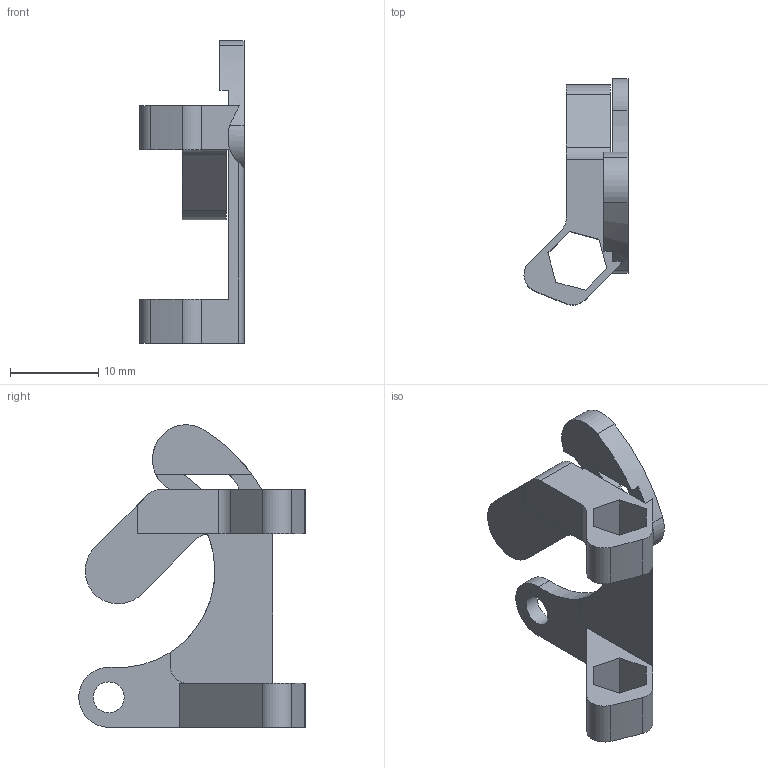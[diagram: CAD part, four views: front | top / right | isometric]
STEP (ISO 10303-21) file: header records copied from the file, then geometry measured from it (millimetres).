
FILE_DESCRIPTION(/* description */ (''),/* implementation_level */ '2;1');
FILE_NAME(/* name */ 'Roler_Mount_L.step',/* time_stamp */ '2025-07-15T13:57:33+09:00',/* author */ (''),/* organization */ (''),/* preprocessor_version */ 'ST-DEVELOPER v20.1',/* originating_system */ 'Autodesk Translation Framework v14.10.0.0',/* authorisation */ '');
FILE_SCHEMA (('AUTOMOTIVE_DESIGN { 1 0 10303 214 3 1 1 }'));
Length unit declared in the file: millimetre
Products named in the file (1): ドリブラーマウントL修正
Bounding box: 11.82 x 25.72 x 34.38 mm (x, y, z)
Volume: 1609.5 mm3; surface area: 1969.1 mm2
Topology: 1 solids, 1 shells, 61 faces, 185 edges, 126 vertices
Faces by surface type: plane 37, cylinder 23, bspline 1
Full cylindrical faces by diameter (mm): 3.5 x2
Entity records: 2165 total; most frequent: CARTESIAN_POINT 386, DIRECTION 373, ORIENTED_EDGE 370, EDGE_CURVE 185, AXIS2_PLACEMENT_3D 129, VERTEX_POINT 126, LINE 115, VECTOR 115
